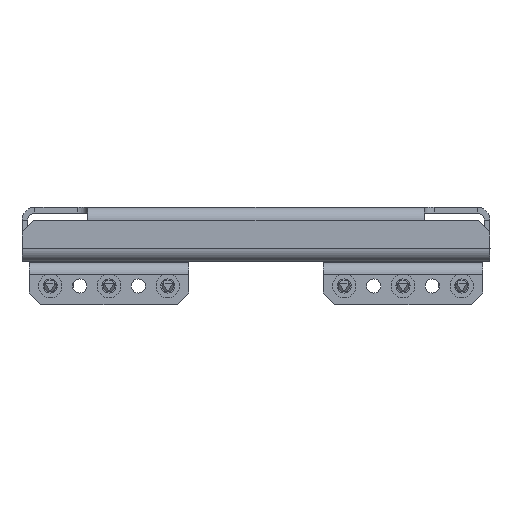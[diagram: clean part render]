
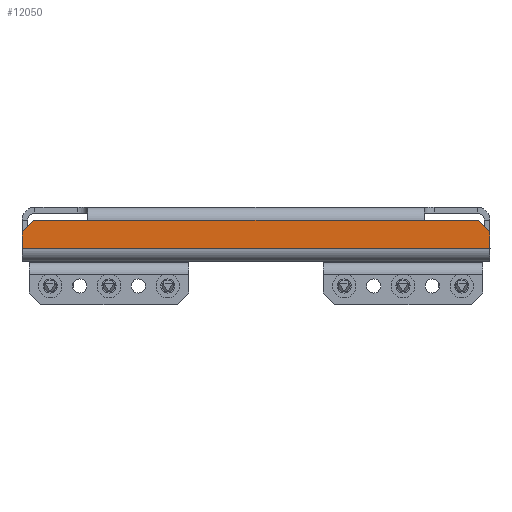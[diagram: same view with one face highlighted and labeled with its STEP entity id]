
A CAD part, left-side view. The second image highlights one B-rep face of the part: STEP entity #12050.
In plain terms, the highlighted planar face has unit normal (-1, 0, 0).
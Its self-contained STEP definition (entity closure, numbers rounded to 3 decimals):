
#328 = EDGE_CURVE ( 'NONE', #1580, #9599, #2626, .T. ) ;
#434 = CARTESIAN_POINT ( 'NONE',  ( -449.5, -71.5, -3. ) ) ;
#457 = VECTOR ( 'NONE', #10267, 1000. ) ;
#660 = CARTESIAN_POINT ( 'NONE',  ( -449.5, 94.5, -3. ) ) ;
#1044 = EDGE_LOOP ( 'NONE', ( #3229, #11735, #10583, #2518, #6158, #11149, #11536, #1955 ) ) ;
#1296 = CARTESIAN_POINT ( 'NONE',  ( -449.5, -99.5, -3. ) ) ;
#1439 = EDGE_CURVE ( 'NONE', #9967, #1580, #2601, .T. ) ;
#1580 = VERTEX_POINT ( 'NONE', #7570 ) ;
#1637 = CARTESIAN_POINT ( 'NONE',  ( -449.5, 99.5, -15. ) ) ;
#1679 = VERTEX_POINT ( 'NONE', #434 ) ;
#1806 = DIRECTION ( 'NONE',  ( 0., -1., 0. ) ) ;
#1911 = LINE ( 'NONE', #2062, #457 ) ;
#1955 = ORIENTED_EDGE ( 'NONE', *, *, #328, .T. ) ;
#2062 = CARTESIAN_POINT ( 'NONE',  ( -449.5, 94.5, -3. ) ) ;
#2073 = VERTEX_POINT ( 'NONE', #6930 ) ;
#2144 = EDGE_CURVE ( 'NONE', #11976, #9967, #1911, .T. ) ;
#2327 = VERTEX_POINT ( 'NONE', #12522 ) ;
#2518 = ORIENTED_EDGE ( 'NONE', *, *, #9682, .T. ) ;
#2601 = LINE ( 'NONE', #5075, #3899 ) ;
#2626 = LINE ( 'NONE', #1637, #4072 ) ;
#2680 = DIRECTION ( 'NONE',  ( 0., -1., 0. ) ) ;
#2885 = CARTESIAN_POINT ( 'NONE',  ( -449.5, 0., 0. ) ) ;
#3169 = EDGE_CURVE ( 'NONE', #9905, #2327, #4292, .T. ) ;
#3229 = ORIENTED_EDGE ( 'NONE', *, *, #10194, .T. ) ;
#3899 = VECTOR ( 'NONE', #7122, 1000. ) ;
#4016 = CARTESIAN_POINT ( 'NONE',  ( -449.5, 99.5, -8. ) ) ;
#4072 = VECTOR ( 'NONE', #2680, 1000. ) ;
#4292 = LINE ( 'NONE', #6810, #6687 ) ;
#4302 = DIRECTION ( 'NONE',  ( 0., 0., 1. ) ) ;
#4549 = CARTESIAN_POINT ( 'NONE',  ( -449.5, 71.5, -3. ) ) ;
#4840 = DIRECTION ( 'NONE',  ( 0., 0., -1. ) ) ;
#5075 = CARTESIAN_POINT ( 'NONE',  ( -449.5, 99.5, 0. ) ) ;
#5207 = VECTOR ( 'NONE', #9447, 1000. ) ;
#5361 = CARTESIAN_POINT ( 'NONE',  ( -449.5, -99.5, -15. ) ) ;
#5534 = LINE ( 'NONE', #7387, #6011 ) ;
#6011 = VECTOR ( 'NONE', #4302, 1000. ) ;
#6158 = ORIENTED_EDGE ( 'NONE', *, *, #10302, .F. ) ;
#6287 = VECTOR ( 'NONE', #1806, 1000. ) ;
#6488 = LINE ( 'NONE', #1296, #5207 ) ;
#6687 = VECTOR ( 'NONE', #8678, 1000. ) ;
#6810 = CARTESIAN_POINT ( 'NONE',  ( -449.5, -99.5, -8. ) ) ;
#6930 = CARTESIAN_POINT ( 'NONE',  ( -449.5, 71.5, -3. ) ) ;
#7122 = DIRECTION ( 'NONE',  ( 0., 0., -1. ) ) ;
#7387 = CARTESIAN_POINT ( 'NONE',  ( -449.5, -99.5, 0. ) ) ;
#7570 = CARTESIAN_POINT ( 'NONE',  ( -449.5, 99.5, -15. ) ) ;
#7688 = DIRECTION ( 'NONE',  ( 0., 1., 0. ) ) ;
#7971 = PLANE ( 'NONE',  #12045 ) ;
#8497 = LINE ( 'NONE', #8995, #6287 ) ;
#8678 = DIRECTION ( 'NONE',  ( 0., 0.707, 0.707 ) ) ;
#8727 = EDGE_CURVE ( 'NONE', #1679, #2327, #8497, .T. ) ;
#8969 = CARTESIAN_POINT ( 'NONE',  ( -449.5, -99.5, -8. ) ) ;
#8995 = CARTESIAN_POINT ( 'NONE',  ( -449.5, -99.5, -3. ) ) ;
#9033 = DIRECTION ( 'NONE',  ( 1., 0., 0. ) ) ;
#9447 = DIRECTION ( 'NONE',  ( 0., -1., 0. ) ) ;
#9599 = VERTEX_POINT ( 'NONE', #5361 ) ;
#9682 = EDGE_CURVE ( 'NONE', #1679, #2073, #11941, .T. ) ;
#9905 = VERTEX_POINT ( 'NONE', #8969 ) ;
#9967 = VERTEX_POINT ( 'NONE', #4016 ) ;
#10194 = EDGE_CURVE ( 'NONE', #9599, #9905, #5534, .T. ) ;
#10267 = DIRECTION ( 'NONE',  ( 0., 0.707, -0.707 ) ) ;
#10302 = EDGE_CURVE ( 'NONE', #11976, #2073, #6488, .T. ) ;
#10583 = ORIENTED_EDGE ( 'NONE', *, *, #8727, .F. ) ;
#11149 = ORIENTED_EDGE ( 'NONE', *, *, #2144, .T. ) ;
#11536 = ORIENTED_EDGE ( 'NONE', *, *, #1439, .T. ) ;
#11730 = FACE_OUTER_BOUND ( 'NONE', #1044, .T. ) ;
#11735 = ORIENTED_EDGE ( 'NONE', *, *, #3169, .T. ) ;
#11941 = LINE ( 'NONE', #4549, #12434 ) ;
#11976 = VERTEX_POINT ( 'NONE', #660 ) ;
#12045 = AXIS2_PLACEMENT_3D ( 'NONE', #2885, #9033, #4840 ) ;
#12050 = ADVANCED_FACE ( 'NONE', ( #11730 ), #7971, .F. ) ;
#12434 = VECTOR ( 'NONE', #7688, 1000. ) ;
#12522 = CARTESIAN_POINT ( 'NONE',  ( -449.5, -94.5, -3. ) ) ;
